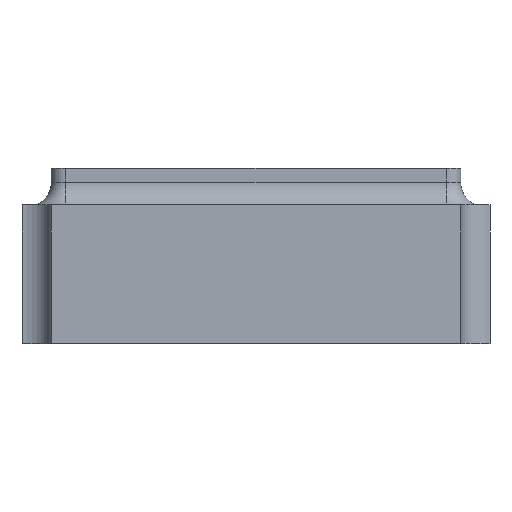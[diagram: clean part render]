
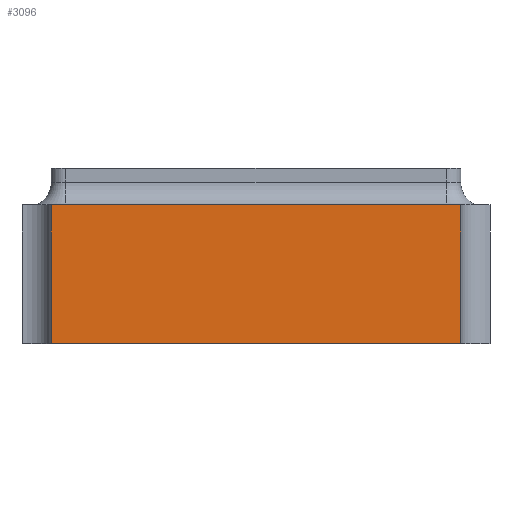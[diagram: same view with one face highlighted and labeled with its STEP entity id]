
A CAD part, left-side view. The second image highlights one B-rep face of the part: STEP entity #3096.
In plain terms, the highlighted face is planar.
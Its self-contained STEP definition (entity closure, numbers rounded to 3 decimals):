
#76=LINE('',#3941,#191);
#95=LINE('',#3989,#210);
#96=LINE('',#3993,#211);
#97=LINE('',#3995,#212);
#191=VECTOR('',#3450,1000.);
#210=VECTOR('',#3493,1000.);
#211=VECTOR('',#3498,1000.);
#212=VECTOR('',#3499,1000.);
#406=ORIENTED_EDGE('',*,*,#1062,.T.);
#407=ORIENTED_EDGE('',*,*,#1063,.T.);
#408=ORIENTED_EDGE('',*,*,#1060,.F.);
#409=ORIENTED_EDGE('',*,*,#1036,.F.);
#1036=EDGE_CURVE('',#1369,#1370,#76,.T.);
#1060=EDGE_CURVE('',#1370,#1387,#95,.T.);
#1062=EDGE_CURVE('',#1369,#1388,#96,.T.);
#1063=EDGE_CURVE('',#1388,#1387,#97,.T.);
#1369=VERTEX_POINT('',#3940);
#1370=VERTEX_POINT('',#3942);
#1387=VERTEX_POINT('',#3990);
#1388=VERTEX_POINT('',#3994);
#1744=EDGE_LOOP('',(#406,#407,#408,#409));
#1899=FACE_BOUND('',#1744,.T.);
#2052=PLANE('',#3256);
#3096=ADVANCED_FACE('',(#1899),#2052,.F.);
#3256=AXIS2_PLACEMENT_3D('',#3992,#3496,#3497);
#3450=DIRECTION('',(1.,0.,0.));
#3493=DIRECTION('',(0.,0.,-1.));
#3496=DIRECTION('',(0.,1.,0.));
#3497=DIRECTION('',(-1.,0.,0.));
#3498=DIRECTION('',(0.,0.,-1.));
#3499=DIRECTION('',(1.,0.,0.));
#3940=CARTESIAN_POINT('',(-1.4,-1.25,0.95));
#3941=CARTESIAN_POINT('',(-1.4,-1.25,0.95));
#3942=CARTESIAN_POINT('',(1.4,-1.25,0.95));
#3989=CARTESIAN_POINT('',(1.4,-1.25,0.95));
#3990=CARTESIAN_POINT('',(1.4,-1.25,0.));
#3992=CARTESIAN_POINT('',(-1.4,-1.25,0.95));
#3993=CARTESIAN_POINT('',(-1.4,-1.25,0.95));
#3994=CARTESIAN_POINT('',(-1.4,-1.25,0.));
#3995=CARTESIAN_POINT('',(-1.4,-1.25,0.));
